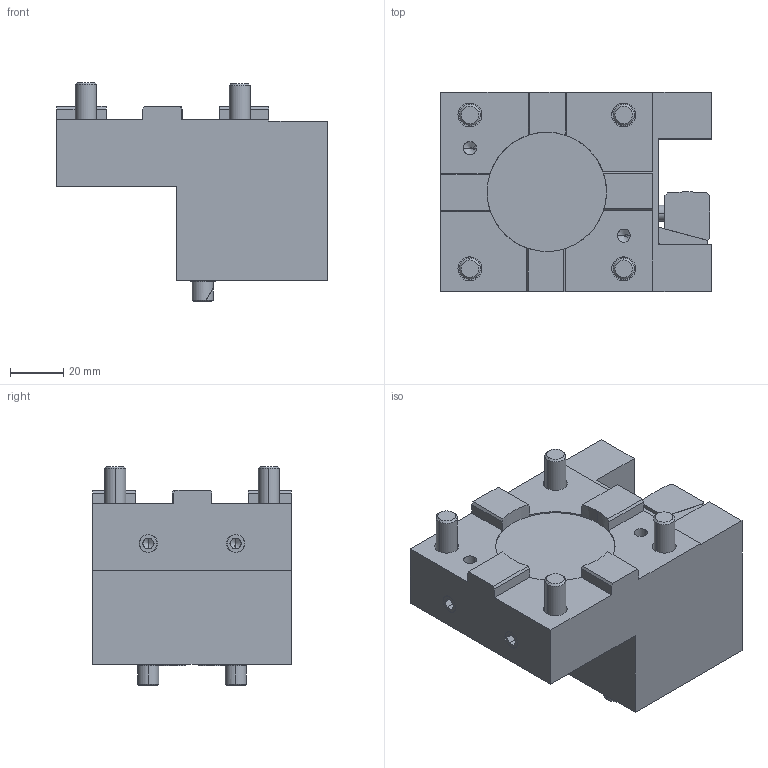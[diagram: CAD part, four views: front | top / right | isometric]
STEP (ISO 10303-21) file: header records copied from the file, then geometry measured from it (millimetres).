
FILE_DESCRIPTION (( 'STEP AP203' ), '1' );
FILE_NAME ('04-0983.STEP', '2023-06-22T16:40:20', ( '' ), ( '' ), 'SwSTEP 2.0', 'SolidWorks 2022', '' );
FILE_SCHEMA (( 'CONFIG_CONTROL_DESIGN' ));
Length unit declared in the file: inch
Products named in the file (1): 04-0983
Bounding box: 102 x 75 x 82.5 mm (x, y, z)
Surface area: 65521.3 mm2 (no closed solid volume)
Topology: 0 solids, 25 shells, 1117 faces, 3004 edges, 1929 vertices
Faces by surface type: plane 886, cylinder 114, cone 93, bspline 24
Entity records: 35412 total; most frequent: CARTESIAN_POINT 7585, ORIENTED_EDGE 5848, DIRECTION 5469, EDGE_CURVE 2960, VECTOR 2467, LINE 2467, VERTEX_POINT 1929, AXIS2_PLACEMENT_3D 1501
